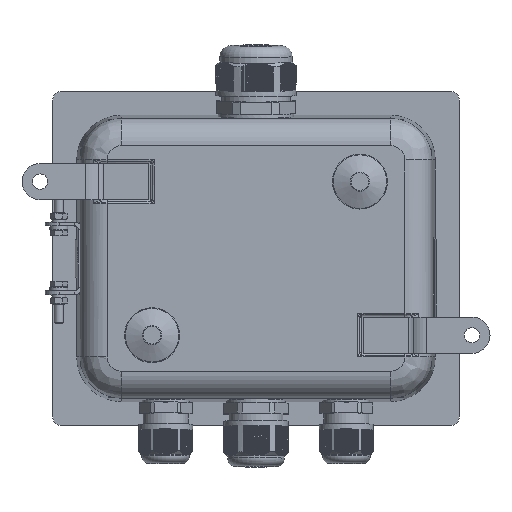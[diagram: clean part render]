
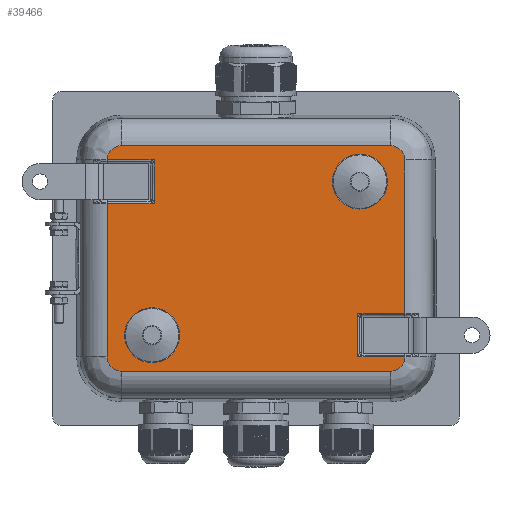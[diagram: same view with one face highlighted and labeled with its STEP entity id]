
A CAD part, front view. The second image highlights one B-rep face of the part: STEP entity #39466.
In plain terms, the highlighted planar face has unit normal (0, -1, 0).
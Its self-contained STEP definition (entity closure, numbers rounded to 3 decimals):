
#2163=CIRCLE('',#42082,15.194);
#2165=CIRCLE('',#42086,7.896);
#2166=CIRCLE('',#42087,7.896);
#2167=CIRCLE('',#42088,7.896);
#2168=CIRCLE('',#42089,7.896);
#2169=CIRCLE('',#42090,15.194);
#2610=FACE_BOUND('',#7235,.T.);
#2611=FACE_BOUND('',#7236,.T.);
#5104=FACE_OUTER_BOUND('',#7234,.T.);
#7234=EDGE_LOOP('',(#30827,#30828,#30829,#30830,#30831,#30832,#30833,#30834,
#30835,#30836,#30837,#30838,#30839,#30840));
#7235=EDGE_LOOP('',(#30841));
#7236=EDGE_LOOP('',(#30842));
#9978=LINE('',#65668,#13026);
#9979=LINE('',#65670,#13027);
#9980=LINE('',#65672,#13028);
#9981=LINE('',#65674,#13029);
#9982=LINE('',#65678,#13030);
#9983=LINE('',#65682,#13031);
#9984=LINE('',#65684,#13032);
#9985=LINE('',#65686,#13033);
#9986=LINE('',#65688,#13034);
#9987=LINE('',#65692,#13035);
#13026=VECTOR('',#48938,10.);
#13027=VECTOR('',#48939,10.);
#13028=VECTOR('',#48940,10.);
#13029=VECTOR('',#48941,10.);
#13030=VECTOR('',#48944,10.);
#13031=VECTOR('',#48947,10.);
#13032=VECTOR('',#48948,10.);
#13033=VECTOR('',#48949,10.);
#13034=VECTOR('',#48950,10.);
#13035=VECTOR('',#48953,10.);
#16464=VERTEX_POINT('',#65658);
#16466=VERTEX_POINT('',#65666);
#16467=VERTEX_POINT('',#65667);
#16468=VERTEX_POINT('',#65669);
#16469=VERTEX_POINT('',#65671);
#16470=VERTEX_POINT('',#65673);
#16471=VERTEX_POINT('',#65675);
#16472=VERTEX_POINT('',#65677);
#16473=VERTEX_POINT('',#65679);
#16474=VERTEX_POINT('',#65681);
#16475=VERTEX_POINT('',#65683);
#16476=VERTEX_POINT('',#65685);
#16477=VERTEX_POINT('',#65687);
#16478=VERTEX_POINT('',#65689);
#16479=VERTEX_POINT('',#65691);
#16480=VERTEX_POINT('',#65694);
#21478=EDGE_CURVE('',#16464,#16464,#2163,.T.);
#21481=EDGE_CURVE('',#16466,#16467,#9978,.T.);
#21482=EDGE_CURVE('',#16468,#16467,#9979,.T.);
#21483=EDGE_CURVE('',#16469,#16468,#9980,.T.);
#21484=EDGE_CURVE('',#16470,#16469,#9981,.T.);
#21485=EDGE_CURVE('',#16471,#16470,#2165,.T.);
#21486=EDGE_CURVE('',#16472,#16471,#9982,.T.);
#21487=EDGE_CURVE('',#16473,#16472,#2166,.T.);
#21488=EDGE_CURVE('',#16474,#16473,#9983,.T.);
#21489=EDGE_CURVE('',#16475,#16474,#9984,.T.);
#21490=EDGE_CURVE('',#16475,#16476,#9985,.T.);
#21491=EDGE_CURVE('',#16477,#16476,#9986,.T.);
#21492=EDGE_CURVE('',#16478,#16477,#2167,.T.);
#21493=EDGE_CURVE('',#16479,#16478,#9987,.T.);
#21494=EDGE_CURVE('',#16466,#16479,#2168,.T.);
#21495=EDGE_CURVE('',#16480,#16480,#2169,.T.);
#30827=ORIENTED_EDGE('',*,*,#21481,.T.);
#30828=ORIENTED_EDGE('',*,*,#21482,.F.);
#30829=ORIENTED_EDGE('',*,*,#21483,.F.);
#30830=ORIENTED_EDGE('',*,*,#21484,.F.);
#30831=ORIENTED_EDGE('',*,*,#21485,.F.);
#30832=ORIENTED_EDGE('',*,*,#21486,.F.);
#30833=ORIENTED_EDGE('',*,*,#21487,.F.);
#30834=ORIENTED_EDGE('',*,*,#21488,.F.);
#30835=ORIENTED_EDGE('',*,*,#21489,.F.);
#30836=ORIENTED_EDGE('',*,*,#21490,.T.);
#30837=ORIENTED_EDGE('',*,*,#21491,.F.);
#30838=ORIENTED_EDGE('',*,*,#21492,.F.);
#30839=ORIENTED_EDGE('',*,*,#21493,.F.);
#30840=ORIENTED_EDGE('',*,*,#21494,.F.);
#30841=ORIENTED_EDGE('',*,*,#21495,.F.);
#30842=ORIENTED_EDGE('',*,*,#21478,.F.);
#35671=PLANE('',#42085);
#39466=ADVANCED_FACE('',(#5104,#2610,#2611),#35671,.T.);
#42082=AXIS2_PLACEMENT_3D('',#65660,#48929,#48930);
#42085=AXIS2_PLACEMENT_3D('',#65665,#48936,#48937);
#42086=AXIS2_PLACEMENT_3D('',#65676,#48942,#48943);
#42087=AXIS2_PLACEMENT_3D('',#65680,#48945,#48946);
#42088=AXIS2_PLACEMENT_3D('',#65690,#48951,#48952);
#42089=AXIS2_PLACEMENT_3D('',#65693,#48954,#48955);
#42090=AXIS2_PLACEMENT_3D('',#65695,#48956,#48957);
#48929=DIRECTION('center_axis',(0.,-1.,0.));
#48930=DIRECTION('ref_axis',(1.,0.,0.));
#48936=DIRECTION('center_axis',(0.,-1.,0.));
#48937=DIRECTION('ref_axis',(-1.,0.,0.));
#48938=DIRECTION('',(-1.,0.,0.));
#48939=DIRECTION('',(0.,0.,-1.));
#48940=DIRECTION('',(-1.,0.,0.));
#48941=DIRECTION('',(0.,0.,-1.));
#48942=DIRECTION('center_axis',(0.,1.,0.));
#48943=DIRECTION('ref_axis',(0.707,0.,0.707));
#48944=DIRECTION('',(1.,0.,0.));
#48945=DIRECTION('center_axis',(0.,1.,0.));
#48946=DIRECTION('ref_axis',(-0.707,0.,0.707));
#48947=DIRECTION('',(-1.,0.,0.));
#48948=DIRECTION('',(0.,0.,1.));
#48949=DIRECTION('',(-1.,0.,0.));
#48950=DIRECTION('',(0.,0.,1.));
#48951=DIRECTION('center_axis',(0.,1.,0.));
#48952=DIRECTION('ref_axis',(-0.707,0.,-0.707));
#48953=DIRECTION('',(-1.,0.,0.));
#48954=DIRECTION('center_axis',(0.,1.,0.));
#48955=DIRECTION('ref_axis',(0.707,0.,-0.707));
#48956=DIRECTION('center_axis',(0.,-1.,0.));
#48957=DIRECTION('ref_axis',(1.,0.,0.));
#65658=CARTESIAN_POINT('',(-72.69,4.,-42.5));
#65660=CARTESIAN_POINT('Origin',(-57.496,4.,-42.5));
#65665=CARTESIAN_POINT('Origin',(0.,4.,
0.));
#65666=CARTESIAN_POINT('',(82.396,4.,-54.5));
#65667=CARTESIAN_POINT('',(56.396,4.,-54.5));
#65668=CARTESIAN_POINT('',(28.698,4.,-54.5));
#65669=CARTESIAN_POINT('',(56.396,4.,-30.5));
#65670=CARTESIAN_POINT('',(56.396,4.,-15.75));
#65671=CARTESIAN_POINT('',(82.396,4.,-30.5));
#65672=CARTESIAN_POINT('',(53.698,4.,-30.5));
#65673=CARTESIAN_POINT('',(82.396,4.,54.5));
#65674=CARTESIAN_POINT('',(82.396,4.,27.25));
#65675=CARTESIAN_POINT('',(74.5,4.,62.396));
#65676=CARTESIAN_POINT('Origin',(74.5,4.,54.5));
#65677=CARTESIAN_POINT('',(-74.5,4.,62.396));
#65678=CARTESIAN_POINT('',(-37.25,4.,62.396));
#65679=CARTESIAN_POINT('',(-82.396,4.,54.5));
#65680=CARTESIAN_POINT('Origin',(-74.5,4.,54.5));
#65681=CARTESIAN_POINT('',(-56.396,4.,54.5));
#65682=CARTESIAN_POINT('',(-28.698,4.,54.5));
#65683=CARTESIAN_POINT('',(-56.396,4.,30.5));
#65684=CARTESIAN_POINT('',(-56.396,4.,15.75));
#65685=CARTESIAN_POINT('',(-82.396,4.,30.5));
#65686=CARTESIAN_POINT('',(-53.698,4.,30.5));
#65687=CARTESIAN_POINT('',(-82.396,4.,-54.5));
#65688=CARTESIAN_POINT('',(-82.396,4.,-27.25));
#65689=CARTESIAN_POINT('',(-74.5,4.,-62.396));
#65690=CARTESIAN_POINT('Origin',(-74.5,4.,-54.5));
#65691=CARTESIAN_POINT('',(74.5,4.,-62.396));
#65692=CARTESIAN_POINT('',(37.25,4.,-62.396));
#65693=CARTESIAN_POINT('Origin',(74.5,4.,-54.5));
#65694=CARTESIAN_POINT('',(42.301,4.,42.5));
#65695=CARTESIAN_POINT('Origin',(57.496,4.,42.5));
